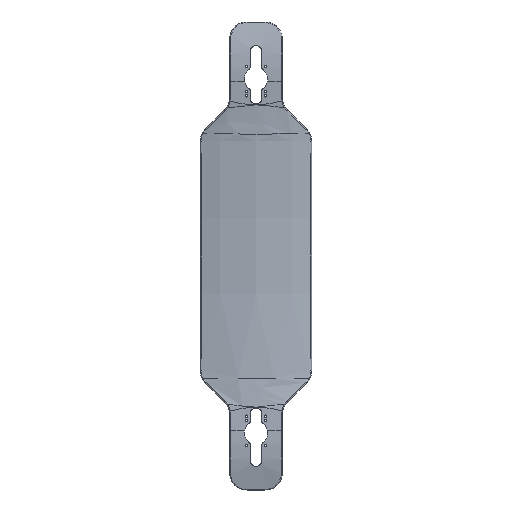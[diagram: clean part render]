
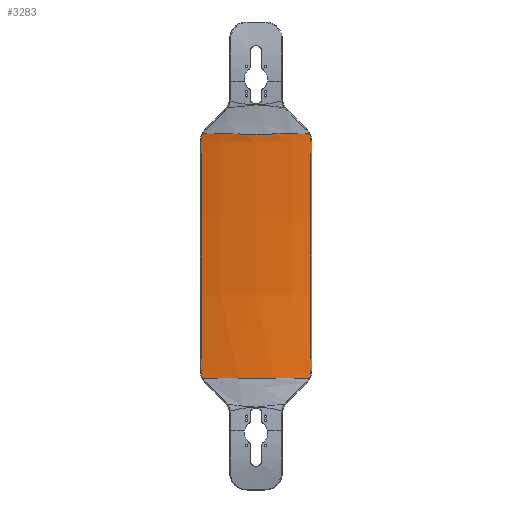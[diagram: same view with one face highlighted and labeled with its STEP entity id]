
A CAD part, front view. The second image highlights one B-rep face of the part: STEP entity #3283.
In plain terms, the highlighted toroidal (fillet/blend) face has major radius 4376.74 mm and minor radius 579.438 mm.
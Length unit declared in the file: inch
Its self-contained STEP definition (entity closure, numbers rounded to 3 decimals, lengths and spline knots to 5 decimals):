
#369=TOROIDAL_SURFACE('',#3649,172.3125,22.8125);
#569=FACE_OUTER_BOUND('',#793,.T.);
#793=EDGE_LOOP('',(#2987,#2988,#2989,#2990,#2991,#2992,#2993,#2994,#2995));
#819=B_SPLINE_CURVE_WITH_KNOTS('',3,(#5017,#5018,#5019,#5020),
 .UNSPECIFIED.,.F.,.F.,(4,4),(-1.63547,0.),
 .UNSPECIFIED.);
#842=B_SPLINE_CURVE_WITH_KNOTS('',3,(#5448,#5449,#5450,#5451),
 .UNSPECIFIED.,.F.,.F.,(4,4),(-1.63547,-0.00051),
 .UNSPECIFIED.);
#927=B_SPLINE_CURVE_WITH_KNOTS('',3,(#7380,#7381,#7382,#7383),
 .UNSPECIFIED.,.F.,.F.,(4,4),(0.,1.63543),.UNSPECIFIED.);
#929=B_SPLINE_CURVE_WITH_KNOTS('',3,(#7413,#7414,#7415,#7416),
 .UNSPECIFIED.,.F.,.F.,(4,4),(1.98473,3.62016),
 .UNSPECIFIED.);
#1074=CIRCLE('',#3449,22.8125);
#1152=CIRCLE('',#3568,149.98677);
#1155=CIRCLE('',#3572,149.98677);
#1193=CIRCLE('',#3647,22.8125);
#1194=CIRCLE('',#3648,22.8125);
#1252=VERTEX_POINT('',#5014);
#1253=VERTEX_POINT('',#5016);
#1288=VERTEX_POINT('',#5411);
#1290=VERTEX_POINT('',#5446);
#1438=VERTEX_POINT('',#7352);
#1439=VERTEX_POINT('',#7379);
#1440=VERTEX_POINT('',#7389);
#1441=VERTEX_POINT('',#7412);
#1496=VERTEX_POINT('',#8404);
#1578=EDGE_CURVE('',#1252,#1253,#819,.T.);
#1634=EDGE_CURVE('',#1290,#1288,#842,.T.);
#1708=EDGE_CURVE('',#1252,#1288,#1074,.T.);
#1879=EDGE_CURVE('',#1253,#1438,#1152,.T.);
#1882=EDGE_CURVE('',#1438,#1439,#927,.T.);
#1885=EDGE_CURVE('',#1440,#1290,#1155,.T.);
#1886=EDGE_CURVE('',#1441,#1440,#929,.T.);
#1999=EDGE_CURVE('',#1439,#1496,#1193,.T.);
#2000=EDGE_CURVE('',#1496,#1441,#1194,.T.);
#2987=ORIENTED_EDGE('',*,*,#1885,.F.);
#2988=ORIENTED_EDGE('',*,*,#1886,.F.);
#2989=ORIENTED_EDGE('',*,*,#2000,.F.);
#2990=ORIENTED_EDGE('',*,*,#1999,.F.);
#2991=ORIENTED_EDGE('',*,*,#1882,.F.);
#2992=ORIENTED_EDGE('',*,*,#1879,.F.);
#2993=ORIENTED_EDGE('',*,*,#1578,.F.);
#2994=ORIENTED_EDGE('',*,*,#1708,.T.);
#2995=ORIENTED_EDGE('',*,*,#1634,.F.);
#3283=ADVANCED_FACE('',(#569),#369,.T.);
#3449=AXIS2_PLACEMENT_3D('',#6072,#3975,#3976);
#3568=AXIS2_PLACEMENT_3D('',#7353,#4249,#4250);
#3572=AXIS2_PLACEMENT_3D('',#7391,#4257,#4258);
#3647=AXIS2_PLACEMENT_3D('',#8405,#4437,#4438);
#3648=AXIS2_PLACEMENT_3D('',#8406,#4439,#4440);
#3649=AXIS2_PLACEMENT_3D('',#8407,#4441,#4442);
#3975=DIRECTION('center_axis',(0.,0.07,0.998));
#3976=DIRECTION('ref_axis',(-0.208,-0.976,0.068));
#4249=DIRECTION('center_axis',(1.,0.,0.));
#4250=DIRECTION('ref_axis',(0.,0.999,-0.033));
#4257=DIRECTION('center_axis',(-1.,0.,0.));
#4258=DIRECTION('ref_axis',(0.,0.999,0.033));
#4437=DIRECTION('center_axis',(0.,-0.07,0.998));
#4438=DIRECTION('ref_axis',(-0.208,-0.976,-0.068));
#4439=DIRECTION('center_axis',(0.,-0.07,0.998));
#4440=DIRECTION('ref_axis',(-0.208,-0.976,-0.068));
#4441=DIRECTION('center_axis',(1.,0.,0.));
#4442=DIRECTION('ref_axis',(0.,0.,-1.));
#5014=CARTESIAN_POINT('',(-4.54394,-0.40816,-10.46048));
#5016=CARTESIAN_POINT('',(-4.68744,-0.33655,-9.84297));
#5017=CARTESIAN_POINT('Ctrl Pts',(-4.54394,-0.40816,
-10.46048));
#5018=CARTESIAN_POINT('Ctrl Pts',(-4.63772,-0.37574,
-10.2701));
#5019=CARTESIAN_POINT('Ctrl Pts',(-4.68744,-0.35063,
-10.05703));
#5020=CARTESIAN_POINT('Ctrl Pts',(-4.68744,-0.33655,
-9.84297));
#5411=CARTESIAN_POINT('',(4.54438,-0.40807,-10.46049));
#5446=CARTESIAN_POINT('',(4.68744,-0.33655,-9.84297));
#5448=CARTESIAN_POINT('Ctrl Pts',(4.68744,-0.33655,-9.84297));
#5449=CARTESIAN_POINT('Ctrl Pts',(4.68744,-0.35062,-10.05696));
#5450=CARTESIAN_POINT('Ctrl Pts',(4.63775,-0.37573,-10.26997));
#5451=CARTESIAN_POINT('Ctrl Pts',(4.54403,-0.40813,-10.4603));
#6072=CARTESIAN_POINT('Origin',(0.,21.89276,
-12.01991));
#7352=CARTESIAN_POINT('',(-4.68744,-0.33655,9.84297));
#7353=CARTESIAN_POINT('Origin',(-4.68744,-150.,0.));
#7379=CARTESIAN_POINT('',(-4.54394,-0.40816,10.46048));
#7380=CARTESIAN_POINT('Ctrl Pts',(-4.68744,-0.33655,
9.84297));
#7381=CARTESIAN_POINT('Ctrl Pts',(-4.68744,-0.35063,
10.05702));
#7382=CARTESIAN_POINT('Ctrl Pts',(-4.63773,-0.37574,
10.2701));
#7383=CARTESIAN_POINT('Ctrl Pts',(-4.54394,-0.40816,
10.46048));
#7389=CARTESIAN_POINT('',(4.68744,-0.33655,9.84297));
#7391=CARTESIAN_POINT('Origin',(4.68744,-150.,0.));
#7412=CARTESIAN_POINT('',(4.54394,-0.40816,10.46048));
#7413=CARTESIAN_POINT('Ctrl Pts',(4.54394,-0.40816,10.46048));
#7414=CARTESIAN_POINT('Ctrl Pts',(4.63773,-0.37574,10.2701));
#7415=CARTESIAN_POINT('Ctrl Pts',(4.68744,-0.35063,10.05702));
#7416=CARTESIAN_POINT('Ctrl Pts',(4.68744,-0.33655,9.84297));
#8404=CARTESIAN_POINT('',(0.,-0.86417,10.42859));
#8405=CARTESIAN_POINT('Origin',(0.,21.89276,
12.01991));
#8406=CARTESIAN_POINT('Origin',(0.,21.89276,
12.01991));
#8407=CARTESIAN_POINT('Origin',(0.,-150.,0.));
